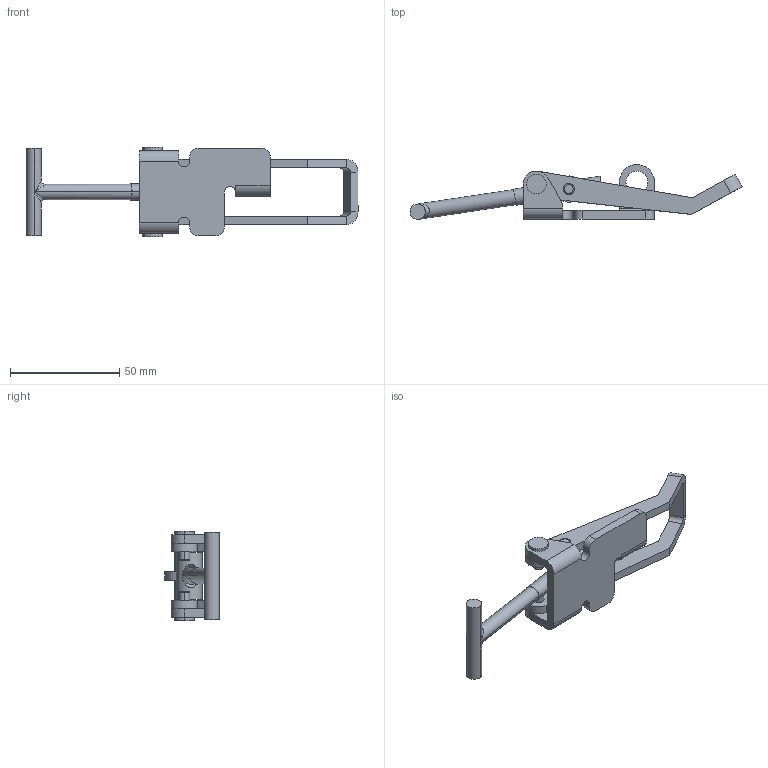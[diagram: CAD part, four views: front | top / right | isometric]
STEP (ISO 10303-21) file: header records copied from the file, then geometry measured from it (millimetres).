
FILE_DESCRIPTION (( 'STEP AP214' ), '1' );
FILE_NAME ('520813 - 703 T LA.STEP', '2017-02-02T11:12:59', ( '' ), ( '' ), 'SwSTEP 2.0', 'SolidWorks 2015', '' );
FILE_SCHEMA (( 'AUTOMOTIVE_DESIGN' ));
Length unit declared in the file: millimetre
Products named in the file (6): 703 - T-skruv; 703 - Rulle; 704 - Rivet Gradin; 703 - Bygel; 703- Platta LA; 520813 - 703 T LA
Assembly tree (6 placements, depth 2):
  520813 - 703 T LA
    703- Platta LA
    703 - Bygel
    704 - Rivet Gradin  x2
    703 - Rulle
    703 - T-skruv
Bounding box: 152.02 x 25.11 x 41 mm (x, y, z)
Volume: 25099.7 mm3; surface area: 17205.7 mm2
Topology: 6 solids, 6 shells, 145 faces, 322 edges, 192 vertices
Faces by surface type: plane 66, cylinder 65, cone 12, bspline 2
Entity records: 4264 total; most frequent: CARTESIAN_POINT 954, DIRECTION 692, ORIENTED_EDGE 592, EDGE_CURVE 296, AXIS2_PLACEMENT_3D 264, VERTEX_POINT 178, LINE 164, VECTOR 164
